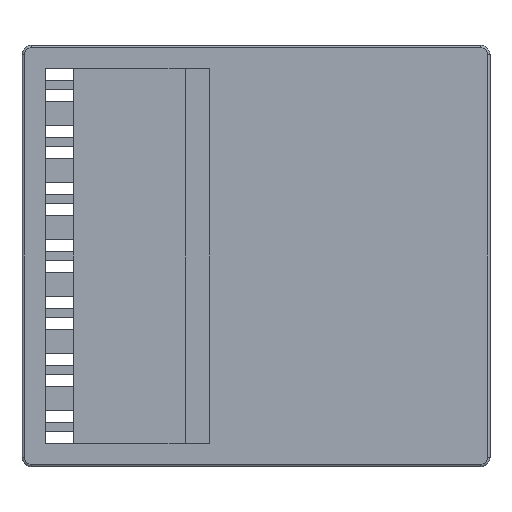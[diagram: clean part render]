
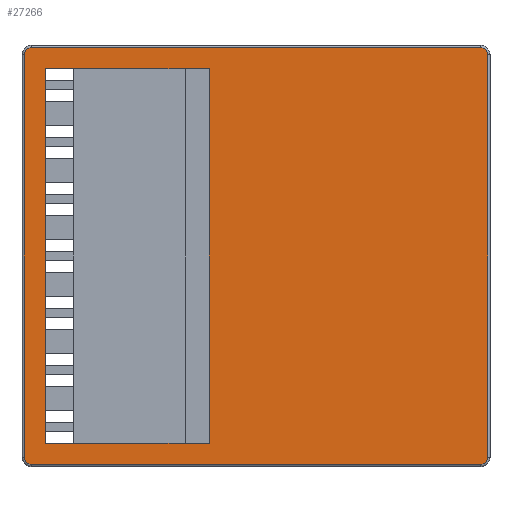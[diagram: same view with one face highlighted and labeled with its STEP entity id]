
A CAD part, front view. The second image highlights one B-rep face of the part: STEP entity #27266.
In plain terms, the highlighted planar face has unit normal (0, -1, 0).
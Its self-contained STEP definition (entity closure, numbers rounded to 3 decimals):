
#3246=FACE_BOUND('',#5265,.T.);
#3525=CIRCLE('',#28793,1.5);
#3531=CIRCLE('',#28801,1.5);
#3535=CIRCLE('',#28807,1.5);
#3539=CIRCLE('',#28813,1.5);
#3754=FACE_OUTER_BOUND('',#5264,.T.);
#5264=EDGE_LOOP('',(#18356,#18357,#18358,#18359,#18360,#18361,#18362,#18363));
#5265=EDGE_LOOP('',(#18364,#18365,#18366,#18367));
#7016=LINE('',#32902,#9033);
#7018=LINE('',#32914,#9035);
#7020=LINE('',#32926,#9037);
#7021=LINE('',#32934,#9038);
#7041=LINE('',#32981,#9058);
#7042=LINE('',#32983,#9059);
#7043=LINE('',#32985,#9060);
#7044=LINE('',#32986,#9061);
#9033=VECTOR('',#29562,10.);
#9035=VECTOR('',#29576,10.);
#9037=VECTOR('',#29590,10.);
#9038=VECTOR('',#29601,10.);
#9058=VECTOR('',#29637,10.);
#9059=VECTOR('',#29638,10.);
#9060=VECTOR('',#29639,10.);
#9061=VECTOR('',#29640,10.);
#11037=VERTEX_POINT('',#32890);
#11038=VERTEX_POINT('',#32892);
#11040=VERTEX_POINT('',#32898);
#11042=VERTEX_POINT('',#32904);
#11044=VERTEX_POINT('',#32910);
#11046=VERTEX_POINT('',#32916);
#11048=VERTEX_POINT('',#32922);
#11050=VERTEX_POINT('',#32928);
#11069=VERTEX_POINT('',#32979);
#11070=VERTEX_POINT('',#32980);
#11071=VERTEX_POINT('',#32982);
#11072=VERTEX_POINT('',#32984);
#13936=EDGE_CURVE('',#11037,#11038,#3525,.T.);
#13941=EDGE_CURVE('',#11038,#11040,#7016,.T.);
#13944=EDGE_CURVE('',#11040,#11042,#3531,.T.);
#13947=EDGE_CURVE('',#11042,#11044,#7018,.T.);
#13950=EDGE_CURVE('',#11044,#11046,#3535,.T.);
#13953=EDGE_CURVE('',#11046,#11048,#7020,.T.);
#13956=EDGE_CURVE('',#11048,#11050,#3539,.T.);
#13957=EDGE_CURVE('',#11050,#11037,#7021,.T.);
#13980=EDGE_CURVE('',#11069,#11070,#7041,.T.);
#13981=EDGE_CURVE('',#11070,#11071,#7042,.T.);
#13982=EDGE_CURVE('',#11071,#11072,#7043,.T.);
#13983=EDGE_CURVE('',#11072,#11069,#7044,.T.);
#18356=ORIENTED_EDGE('',*,*,#13936,.F.);
#18357=ORIENTED_EDGE('',*,*,#13957,.F.);
#18358=ORIENTED_EDGE('',*,*,#13956,.F.);
#18359=ORIENTED_EDGE('',*,*,#13953,.F.);
#18360=ORIENTED_EDGE('',*,*,#13950,.F.);
#18361=ORIENTED_EDGE('',*,*,#13947,.F.);
#18362=ORIENTED_EDGE('',*,*,#13944,.F.);
#18363=ORIENTED_EDGE('',*,*,#13941,.F.);
#18364=ORIENTED_EDGE('',*,*,#13980,.T.);
#18365=ORIENTED_EDGE('',*,*,#13981,.T.);
#18366=ORIENTED_EDGE('',*,*,#13982,.T.);
#18367=ORIENTED_EDGE('',*,*,#13983,.T.);
#26916=PLANE('',#28822);
#27266=ADVANCED_FACE('',(#3754,#3246),#26916,.F.);
#28793=AXIS2_PLACEMENT_3D('',#32893,#29551,#29552);
#28801=AXIS2_PLACEMENT_3D('',#32908,#29569,#29570);
#28807=AXIS2_PLACEMENT_3D('',#32920,#29583,#29584);
#28813=AXIS2_PLACEMENT_3D('',#32932,#29597,#29598);
#28822=AXIS2_PLACEMENT_3D('',#32978,#29635,#29636);
#29551=DIRECTION('center_axis',(0.,1.,0.));
#29552=DIRECTION('ref_axis',(0.707,0.,-0.707));
#29562=DIRECTION('',(-1.,0.,0.));
#29569=DIRECTION('center_axis',(0.,1.,0.));
#29570=DIRECTION('ref_axis',(-0.707,0.,-0.707));
#29576=DIRECTION('',(0.,0.,1.));
#29583=DIRECTION('center_axis',(0.,1.,0.));
#29584=DIRECTION('ref_axis',(-0.707,0.,0.707));
#29590=DIRECTION('',(1.,0.,0.));
#29597=DIRECTION('center_axis',(0.,1.,0.));
#29598=DIRECTION('ref_axis',(0.707,0.,0.707));
#29601=DIRECTION('',(0.,0.,-1.));
#29635=DIRECTION('center_axis',(0.,1.,0.));
#29636=DIRECTION('ref_axis',(1.,0.,0.));
#29637=DIRECTION('',(-1.,0.,0.));
#29638=DIRECTION('',(0.,0.,1.));
#29639=DIRECTION('',(1.,0.,0.));
#29640=DIRECTION('',(0.,0.,-1.));
#32890=CARTESIAN_POINT('',(99.5,0.,2.));
#32892=CARTESIAN_POINT('',(98.,0.,0.5));
#32893=CARTESIAN_POINT('Origin',(98.,0.,2.));
#32898=CARTESIAN_POINT('',(2.,0.,0.5));
#32902=CARTESIAN_POINT('',(75.,0.,0.5));
#32904=CARTESIAN_POINT('',(0.5,0.,2.));
#32908=CARTESIAN_POINT('Origin',(2.,0.,2.));
#32910=CARTESIAN_POINT('',(0.5,0.,88.));
#32914=CARTESIAN_POINT('',(0.5,0.,22.5));
#32916=CARTESIAN_POINT('',(2.,0.,89.5));
#32920=CARTESIAN_POINT('Origin',(2.,0.,88.));
#32922=CARTESIAN_POINT('',(98.,0.,89.5));
#32926=CARTESIAN_POINT('',(25.,0.,89.5));
#32928=CARTESIAN_POINT('',(99.5,0.,88.));
#32932=CARTESIAN_POINT('Origin',(98.,0.,88.));
#32934=CARTESIAN_POINT('',(99.5,0.,67.5));
#32978=CARTESIAN_POINT('Origin',(50.,0.,45.));
#32979=CARTESIAN_POINT('',(40.,0.,5.));
#32980=CARTESIAN_POINT('',(5.,0.,5.));
#32981=CARTESIAN_POINT('',(45.,0.,5.));
#32982=CARTESIAN_POINT('',(5.,0.,85.));
#32983=CARTESIAN_POINT('',(5.,0.,25.));
#32984=CARTESIAN_POINT('',(40.,0.,85.));
#32985=CARTESIAN_POINT('',(27.5,0.,85.));
#32986=CARTESIAN_POINT('',(40.,0.,65.));
